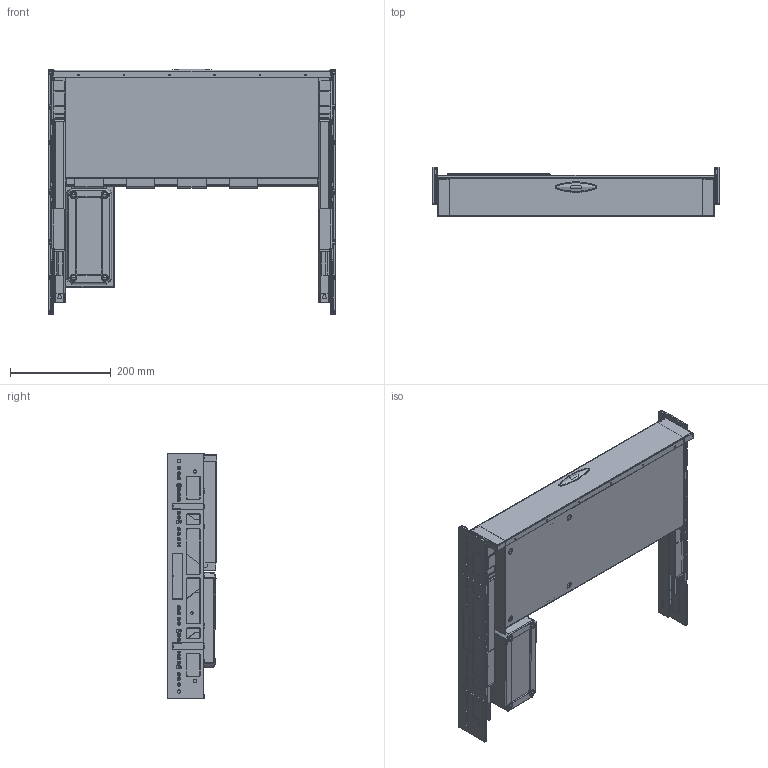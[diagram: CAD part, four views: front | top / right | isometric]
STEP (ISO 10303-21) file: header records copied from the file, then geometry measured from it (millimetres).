
FILE_DESCRIPTION(('STEP AP214'),'1');
FILE_NAME('8013361_V Cox Base Board 600.STP','2024-08-16T07:41:32',(' '),(' '),'Spatial InterOp 3D',' ',' ');
FILE_SCHEMA(('AUTOMOTIVE_DESIGN { 1 0 10303 214 1 1 1 1 }'));
Length unit declared in the file: millimetre
Products named in the file (1): 3D-Objekt
Bounding box: 568 x 97.81 x 487.05 mm (x, y, z)
Volume: 1386165.6 mm3; surface area: 1584504.8 mm2
Topology: 25 solids, 25 shells, 3695 faces, 9530 edges, 5906 vertices
Faces by surface type: plane 1636, cylinder 848, cone 584, torus 420, bspline 143, sphere 64
Entity records: 167036 total; most frequent: CARTESIAN_POINT 25866, DIRECTION 19700, ORIENTED_EDGE 18940, EDGE_CURVE 9470, STYLED_ITEM 9151, PRESENTATION_STYLE_ASSIGNMENT 9151, COLOUR_RGB 9151, CURVE_STYLE 7978
